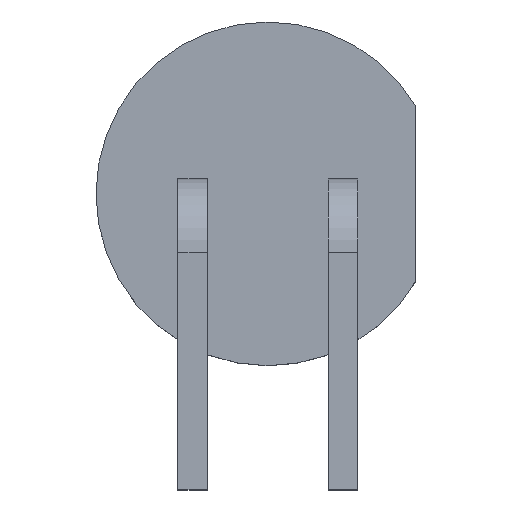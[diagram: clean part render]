
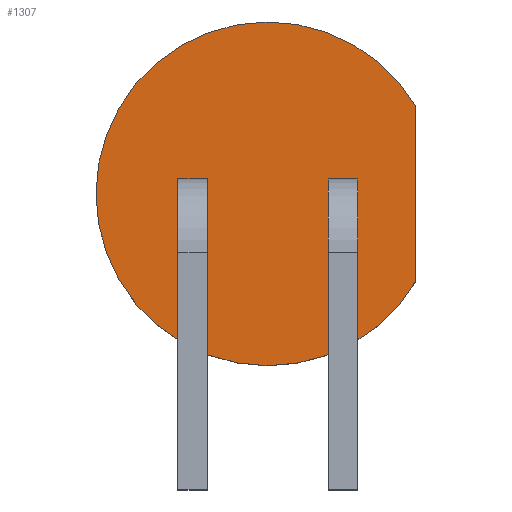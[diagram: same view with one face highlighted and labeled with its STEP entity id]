
A CAD part, top view. The second image highlights one B-rep face of the part: STEP entity #1307.
In plain terms, the highlighted planar face has unit normal (0, 0, 1).
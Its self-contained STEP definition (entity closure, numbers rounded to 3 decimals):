
#9 = LINE ( 'NONE', #799, #884 ) ;
#66 = CARTESIAN_POINT ( 'NONE',  ( -1.02, 0.25, 0. ) ) ;
#117 = CARTESIAN_POINT ( 'NONE',  ( -1.52, 0.25, 0. ) ) ;
#129 = ORIENTED_EDGE ( 'NONE', *, *, #1157, .F. ) ;
#131 = LINE ( 'NONE', #417, #454 ) ;
#146 = VERTEX_POINT ( 'NONE', #879 ) ;
#149 = DIRECTION ( 'NONE',  ( 1., 0., 0. ) ) ;
#167 = DIRECTION ( 'NONE',  ( 0., 0., 1. ) ) ;
#196 = EDGE_CURVE ( 'NONE', #146, #1367, #404, .T. ) ;
#199 = DIRECTION ( 'NONE',  ( 0., -1., 0. ) ) ;
#258 = CARTESIAN_POINT ( 'NONE',  ( 1.52, 0.25, 0. ) ) ;
#271 = VERTEX_POINT ( 'NONE', #1342 ) ;
#281 = ORIENTED_EDGE ( 'NONE', *, *, #1402, .F. ) ;
#313 = ORIENTED_EDGE ( 'NONE', *, *, #372, .F. ) ;
#316 = VERTEX_POINT ( 'NONE', #258 ) ;
#350 = LINE ( 'NONE', #1287, #695 ) ;
#372 = EDGE_CURVE ( 'NONE', #745, #929, #402, .T. ) ;
#377 = EDGE_LOOP ( 'NONE', ( #630, #313, #1217, #129 ) ) ;
#402 = LINE ( 'NONE', #770, #1228 ) ;
#404 = LINE ( 'NONE', #1097, #1042 ) ;
#417 = CARTESIAN_POINT ( 'NONE',  ( -1.52, 0.25, 0. ) ) ;
#425 = CARTESIAN_POINT ( 'NONE',  ( -1.02, -0.25, 0. ) ) ;
#429 = DIRECTION ( 'NONE',  ( 0., 1., 0. ) ) ;
#454 = VECTOR ( 'NONE', #656, 1000. ) ;
#466 = EDGE_CURVE ( 'NONE', #1017, #271, #1054, .T. ) ;
#472 = ORIENTED_EDGE ( 'NONE', *, *, #196, .F. ) ;
#483 = VECTOR ( 'NONE', #199, 1000. ) ;
#509 = ORIENTED_EDGE ( 'NONE', *, *, #798, .F. ) ;
#529 = CARTESIAN_POINT ( 'NONE',  ( 0., 0., 0. ) ) ;
#562 = CIRCLE ( 'NONE', #621, 2.9 ) ;
#567 = DIRECTION ( 'NONE',  ( -1., 0., 0. ) ) ;
#574 = CARTESIAN_POINT ( 'NONE',  ( 2.5, 1.47, 0. ) ) ;
#606 = DIRECTION ( 'NONE',  ( -1., 0., 0. ) ) ;
#611 = CARTESIAN_POINT ( 'NONE',  ( 1.02, -0.25, 0. ) ) ;
#612 = VECTOR ( 'NONE', #680, 1000. ) ;
#621 = AXIS2_PLACEMENT_3D ( 'NONE', #529, #167, #753 ) ;
#630 = ORIENTED_EDGE ( 'NONE', *, *, #705, .F. ) ;
#635 = CARTESIAN_POINT ( 'NONE',  ( 2.9, 0., 0. ) ) ;
#656 = DIRECTION ( 'NONE',  ( 0., -1., 0. ) ) ;
#680 = DIRECTION ( 'NONE',  ( 0., -1., 0. ) ) ;
#695 = VECTOR ( 'NONE', #429, 1000. ) ;
#705 = EDGE_CURVE ( 'NONE', #929, #316, #1076, .T. ) ;
#706 = EDGE_LOOP ( 'NONE', ( #721, #281, #472, #509 ) ) ;
#721 = ORIENTED_EDGE ( 'NONE', *, *, #1043, .F. ) ;
#745 = VERTEX_POINT ( 'NONE', #611 ) ;
#753 = DIRECTION ( 'NONE',  ( 1., 0., 0. ) ) ;
#770 = CARTESIAN_POINT ( 'NONE',  ( 1.02, -0.25, 0. ) ) ;
#780 = VERTEX_POINT ( 'NONE', #1379 ) ;
#788 = EDGE_CURVE ( 'NONE', #1017, #271, #562, .T. ) ;
#798 = EDGE_CURVE ( 'NONE', #1155, #146, #131, .T. ) ;
#799 = CARTESIAN_POINT ( 'NONE',  ( -1.02, 0.25, 0. ) ) ;
#816 = DIRECTION ( 'NONE',  ( 0., 1., 0. ) ) ;
#839 = DIRECTION ( 'NONE',  ( 0., 0., 1. ) ) ;
#877 = ORIENTED_EDGE ( 'NONE', *, *, #788, .T. ) ;
#879 = CARTESIAN_POINT ( 'NONE',  ( -1.52, -0.25, 0. ) ) ;
#884 = VECTOR ( 'NONE', #567, 1000. ) ;
#894 = CARTESIAN_POINT ( 'NONE',  ( 1.02, 0.25, 0. ) ) ;
#919 = CARTESIAN_POINT ( 'NONE',  ( 1.52, 0.25, 0. ) ) ;
#920 = FACE_OUTER_BOUND ( 'NONE', #1072, .T. ) ;
#929 = VERTEX_POINT ( 'NONE', #1129 ) ;
#934 = EDGE_CURVE ( 'NONE', #780, #745, #1171, .T. ) ;
#978 = CARTESIAN_POINT ( 'NONE',  ( 2.5, 1.47, 0. ) ) ;
#1006 = VECTOR ( 'NONE', #606, 1000. ) ;
#1017 = VERTEX_POINT ( 'NONE', #574 ) ;
#1020 = ORIENTED_EDGE ( 'NONE', *, *, #466, .F. ) ;
#1031 = CARTESIAN_POINT ( 'NONE',  ( 1.02, 0.25, 0. ) ) ;
#1040 = AXIS2_PLACEMENT_3D ( 'NONE', #635, #839, #149 ) ;
#1042 = VECTOR ( 'NONE', #1194, 1000. ) ;
#1043 = EDGE_CURVE ( 'NONE', #1350, #1155, #9, .T. ) ;
#1054 = LINE ( 'NONE', #978, #483 ) ;
#1072 = EDGE_LOOP ( 'NONE', ( #1020, #877 ) ) ;
#1076 = LINE ( 'NONE', #919, #1222 ) ;
#1088 = DIRECTION ( 'NONE',  ( 1., 0., 0. ) ) ;
#1097 = CARTESIAN_POINT ( 'NONE',  ( -1.02, -0.25, 0. ) ) ;
#1098 = FACE_BOUND ( 'NONE', #706, .T. ) ;
#1129 = CARTESIAN_POINT ( 'NONE',  ( 1.52, -0.25, 0. ) ) ;
#1155 = VERTEX_POINT ( 'NONE', #117 ) ;
#1157 = EDGE_CURVE ( 'NONE', #316, #780, #1269, .T. ) ;
#1171 = LINE ( 'NONE', #894, #612 ) ;
#1194 = DIRECTION ( 'NONE',  ( 1., 0., 0. ) ) ;
#1217 = ORIENTED_EDGE ( 'NONE', *, *, #934, .F. ) ;
#1222 = VECTOR ( 'NONE', #816, 1000. ) ;
#1228 = VECTOR ( 'NONE', #1088, 1000. ) ;
#1269 = LINE ( 'NONE', #1031, #1006 ) ;
#1287 = CARTESIAN_POINT ( 'NONE',  ( -1.02, 0.25, 0. ) ) ;
#1307 = ADVANCED_FACE ( 'NONE', ( #1098, #1405, #920 ), #1369, .T. ) ;
#1342 = CARTESIAN_POINT ( 'NONE',  ( 2.5, -1.47, 0. ) ) ;
#1350 = VERTEX_POINT ( 'NONE', #66 ) ;
#1367 = VERTEX_POINT ( 'NONE', #425 ) ;
#1369 = PLANE ( 'NONE',  #1040 ) ;
#1379 = CARTESIAN_POINT ( 'NONE',  ( 1.02, 0.25, 0. ) ) ;
#1402 = EDGE_CURVE ( 'NONE', #1367, #1350, #350, .T. ) ;
#1405 = FACE_BOUND ( 'NONE', #377, .T. ) ;
